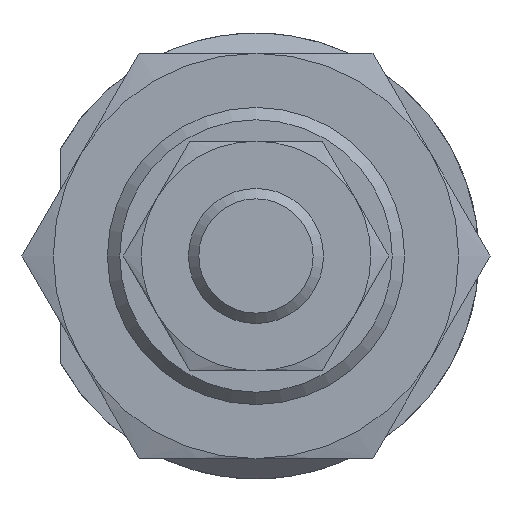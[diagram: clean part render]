
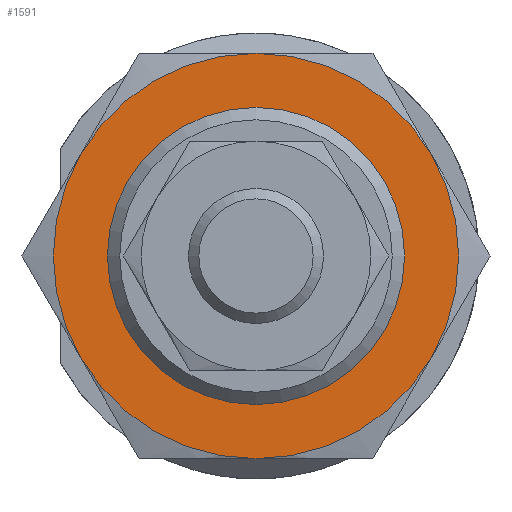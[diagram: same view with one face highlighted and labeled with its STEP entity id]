
A CAD part, left-side view. The second image highlights one B-rep face of the part: STEP entity #1591.
In plain terms, the highlighted planar face has unit normal (-1, 0, 0).
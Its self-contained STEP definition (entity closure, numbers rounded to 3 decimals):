
#423=ORIENTED_EDGE('',*,*,#783,.T.);
#424=ORIENTED_EDGE('',*,*,#785,.F.);
#425=ORIENTED_EDGE('',*,*,#810,.F.);
#426=ORIENTED_EDGE('',*,*,#811,.F.);
#427=ORIENTED_EDGE('',*,*,#812,.F.);
#428=ORIENTED_EDGE('',*,*,#813,.F.);
#429=ORIENTED_EDGE('',*,*,#814,.F.);
#783=EDGE_CURVE('',#995,#995,#1135,.T.);
#785=EDGE_CURVE('',#997,#998,#1136,.T.);
#810=EDGE_CURVE('',#1015,#997,#1141,.T.);
#811=EDGE_CURVE('',#1014,#1015,#1142,.T.);
#812=EDGE_CURVE('',#1016,#1014,#1143,.T.);
#813=EDGE_CURVE('',#1017,#1016,#1144,.T.);
#814=EDGE_CURVE('',#998,#1017,#1145,.T.);
#995=VERTEX_POINT('',#2537);
#997=VERTEX_POINT('',#2544);
#998=VERTEX_POINT('',#2546);
#1014=VERTEX_POINT('',#2628);
#1015=VERTEX_POINT('',#2638);
#1016=VERTEX_POINT('',#2649);
#1017=VERTEX_POINT('',#2651);
#1135=CIRCLE('',#1790,11.);
#1136=CIRCLE('',#1792,15.);
#1141=CIRCLE('',#1805,15.);
#1142=CIRCLE('',#1807,15.);
#1143=CIRCLE('',#1809,15.);
#1144=CIRCLE('',#1810,15.);
#1145=CIRCLE('',#1811,15.);
#1258=EDGE_LOOP('',(#423));
#1259=EDGE_LOOP('',(#424,#425,#426,#427,#428,#429));
#1410=FACE_BOUND('',#1258,.T.);
#1411=FACE_BOUND('',#1259,.T.);
#1520=PLANE('',#1808);
#1591=ADVANCED_FACE('',(#1410,#1411),#1520,.F.);
#1790=AXIS2_PLACEMENT_3D('',#2536,#2069,#2070);
#1792=AXIS2_PLACEMENT_3D('',#2545,#2073,#2074);
#1805=AXIS2_PLACEMENT_3D('',#2644,#2103,#2104);
#1807=AXIS2_PLACEMENT_3D('',#2646,#2107,#2108);
#1808=AXIS2_PLACEMENT_3D('',#2647,#2109,#2110);
#1809=AXIS2_PLACEMENT_3D('',#2648,#2111,#2112);
#1810=AXIS2_PLACEMENT_3D('',#2650,#2113,#2114);
#1811=AXIS2_PLACEMENT_3D('',#2652,#2115,#2116);
#2069=DIRECTION('',(1.,0.,0.));
#2070=DIRECTION('',(0.,0.,-1.));
#2073=DIRECTION('',(1.,0.,0.));
#2074=DIRECTION('',(0.,0.,-1.));
#2103=DIRECTION('',(1.,0.,0.));
#2104=DIRECTION('',(0.,0.,-1.));
#2107=DIRECTION('',(1.,0.,0.));
#2108=DIRECTION('',(0.,0.,-1.));
#2109=DIRECTION('',(1.,0.,0.));
#2110=DIRECTION('',(0.,0.,-1.));
#2111=DIRECTION('',(1.,0.,0.));
#2112=DIRECTION('',(0.,0.,-1.));
#2113=DIRECTION('',(1.,0.,0.));
#2114=DIRECTION('',(0.,0.,-1.));
#2115=DIRECTION('',(1.,0.,0.));
#2116=DIRECTION('',(0.,0.,-1.));
#2536=CARTESIAN_POINT('',(0.,0.,0.));
#2537=CARTESIAN_POINT('',(0.,0.,-11.));
#2544=CARTESIAN_POINT('',(0.,12.99,-7.5));
#2545=CARTESIAN_POINT('',(0.,0.,0.));
#2546=CARTESIAN_POINT('',(0.,12.99,7.5));
#2628=CARTESIAN_POINT('',(0.,-12.99,-7.5));
#2638=CARTESIAN_POINT('',(0.,0.,-15.));
#2644=CARTESIAN_POINT('',(0.,0.,0.));
#2646=CARTESIAN_POINT('',(0.,0.,0.));
#2647=CARTESIAN_POINT('',(0.,0.,0.));
#2648=CARTESIAN_POINT('',(0.,0.,0.));
#2649=CARTESIAN_POINT('',(0.,-12.99,7.5));
#2650=CARTESIAN_POINT('',(0.,0.,0.));
#2651=CARTESIAN_POINT('',(0.,0.,15.));
#2652=CARTESIAN_POINT('',(0.,0.,0.));
